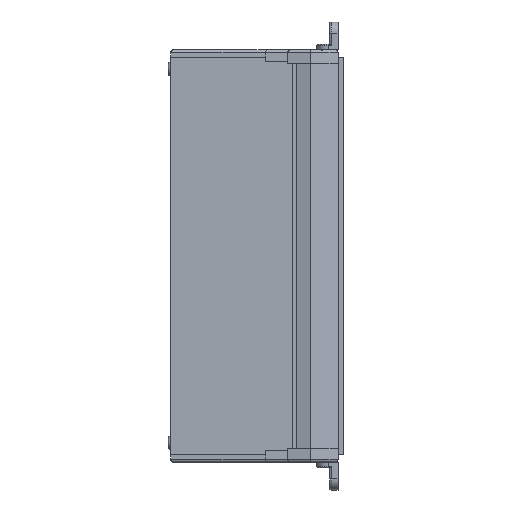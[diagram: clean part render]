
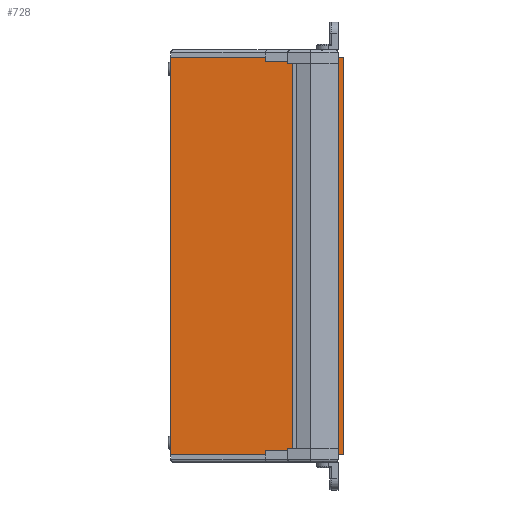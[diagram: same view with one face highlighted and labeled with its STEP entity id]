
A CAD part, left-side view. The second image highlights one B-rep face of the part: STEP entity #728.
In plain terms, the highlighted planar face has unit normal (-1, 0, 0).
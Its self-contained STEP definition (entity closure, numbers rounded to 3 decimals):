
#209 = DIRECTION ( 'NONE',  ( 0., -1., 0. ) ) ;
#522 = EDGE_CURVE ( 'NONE', #9863, #16301, #1829, .T. ) ;
#728 = ADVANCED_FACE ( 'NONE', ( #9902 ), #11227, .T. ) ;
#1820 = DIRECTION ( 'NONE',  ( 0., -1., 0. ) ) ;
#1829 = LINE ( 'NONE', #15572, #6721 ) ;
#2653 = VERTEX_POINT ( 'NONE', #19510 ) ;
#2934 = EDGE_CURVE ( 'NONE', #2653, #9863, #5383, .T. ) ;
#3107 = DIRECTION ( 'NONE',  ( 0., 0., 1. ) ) ;
#3317 = CARTESIAN_POINT ( 'NONE',  ( -34.75, 31., 0. ) ) ;
#3912 = CARTESIAN_POINT ( 'NONE',  ( -34.75, 31., -142.3 ) ) ;
#5383 = LINE ( 'NONE', #17379, #17334 ) ;
#6152 = EDGE_LOOP ( 'NONE', ( #9300, #15401, #8074, #9036 ) ) ;
#6721 = VECTOR ( 'NONE', #3107, 1000. ) ;
#8031 = CARTESIAN_POINT ( 'NONE',  ( -34.75, 31., 0. ) ) ;
#8074 = ORIENTED_EDGE ( 'NONE', *, *, #2934, .T. ) ;
#8344 = EDGE_CURVE ( 'NONE', #12552, #16301, #13495, .T. ) ;
#8361 = CARTESIAN_POINT ( 'NONE',  ( -34.75, -31., 0. ) ) ;
#9036 = ORIENTED_EDGE ( 'NONE', *, *, #522, .T. ) ;
#9300 = ORIENTED_EDGE ( 'NONE', *, *, #8344, .F. ) ;
#9693 = AXIS2_PLACEMENT_3D ( 'NONE', #11292, #11015, #18969 ) ;
#9863 = VERTEX_POINT ( 'NONE', #16770 ) ;
#9902 = FACE_OUTER_BOUND ( 'NONE', #6152, .T. ) ;
#9909 = VECTOR ( 'NONE', #16653, 1000. ) ;
#11015 = DIRECTION ( 'NONE',  ( -1., 0., 0. ) ) ;
#11227 = PLANE ( 'NONE',  #9693 ) ;
#11292 = CARTESIAN_POINT ( 'NONE',  ( -34.75, 31., -142.3 ) ) ;
#12552 = VERTEX_POINT ( 'NONE', #3317 ) ;
#13495 = LINE ( 'NONE', #8031, #19285 ) ;
#15401 = ORIENTED_EDGE ( 'NONE', *, *, #18325, .F. ) ;
#15572 = CARTESIAN_POINT ( 'NONE',  ( -34.75, -31., -142.3 ) ) ;
#16301 = VERTEX_POINT ( 'NONE', #8361 ) ;
#16482 = LINE ( 'NONE', #3912, #9909 ) ;
#16653 = DIRECTION ( 'NONE',  ( 0., 0., 1. ) ) ;
#16770 = CARTESIAN_POINT ( 'NONE',  ( -34.75, -31., -142.3 ) ) ;
#17334 = VECTOR ( 'NONE', #209, 1000. ) ;
#17379 = CARTESIAN_POINT ( 'NONE',  ( -34.75, 31., -142.3 ) ) ;
#18325 = EDGE_CURVE ( 'NONE', #2653, #12552, #16482, .T. ) ;
#18969 = DIRECTION ( 'NONE',  ( 0., 0., 1. ) ) ;
#19285 = VECTOR ( 'NONE', #1820, 1000. ) ;
#19510 = CARTESIAN_POINT ( 'NONE',  ( -34.75, 31., -142.3 ) ) ;
